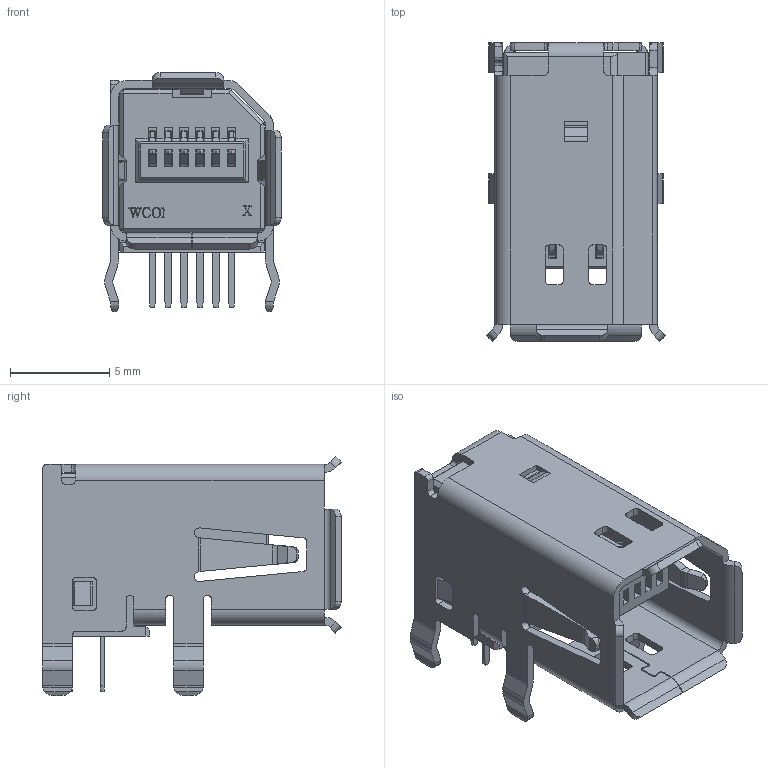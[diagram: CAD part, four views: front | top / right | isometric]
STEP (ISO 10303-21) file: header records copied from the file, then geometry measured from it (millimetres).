
FILE_DESCRIPTION( ('This file contains a STEP AP42 implementation' ,'as created by ZW3D STEP Interface translator.') ,'2;1' );
FILE_NAME( '6363-06FRXXGBNR1.stp' ,'231024. 8 3 3', (''), ('ZWCAD Software Co.'), 'Version 1.0', 'ZW3D to STEP translator', '' );
FILE_SCHEMA(('AUTOMOTIVE_DESIGN { 1 0 10303 214 1 1 1 1 }'));
Length unit declared in the file: millimetre
Products named in the file (2): 0; 6363-06FRXXGBNR1-10-23
Bounding box: 9 x 15.05 x 12.05 mm (x, y, z)
Volume: 343 mm3; surface area: 1615.1 mm2
Topology: 1 solids, 9 shells, 1316 faces, 3585 edges, 2268 vertices
Faces by surface type: plane 857, cylinder 341, bspline 118
Entity records: 42812 total; most frequent: CARTESIAN_POINT 8419, ORIENTED_EDGE 7170, DIRECTION 6490, EDGE_CURVE 3585, VECTOR 2660, LINE 2660, VERTEX_POINT 2268, AXIS2_PLACEMENT_3D 1915
